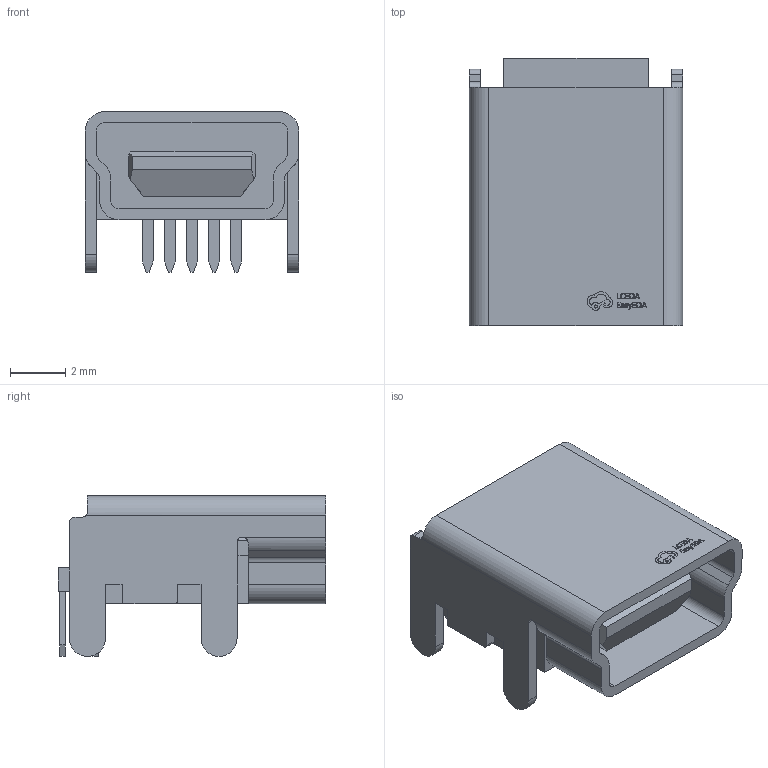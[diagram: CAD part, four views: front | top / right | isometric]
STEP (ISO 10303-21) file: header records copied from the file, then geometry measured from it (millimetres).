
FILE_DESCRIPTION (( 'STEP AP214' ), '1' );
FILE_NAME ('MICRO-USB-TH_UX-150-ARG4.step', '2022-07-07T03:08:35', ( '' ), ( '' ), 'SwSTEP 2.0', 'SolidWorks 2020', '' );
FILE_SCHEMA (( 'AUTOMOTIVE_DESIGN' ));
Length unit declared in the file: millimetre
Products named in the file (1): MICRO-USB-TH_UX-150-ARG4
Bounding box: 7.7 x 9.65 x 5.8 mm (x, y, z)
Volume: 177.4 mm3; surface area: 572.4 mm2
Topology: 2 solids, 2 shells, 432 faces, 1185 edges, 788 vertices
Faces by surface type: plane 280, bspline 112, cylinder 40
Entity records: 18964 total; most frequent: CARTESIAN_POINT 4536, ORIENTED_EDGE 2370, DIRECTION 1669, EDGE_CURVE 1185, LINE 875, VECTOR 875, VERTEX_POINT 788, EDGE_LOOP 465
